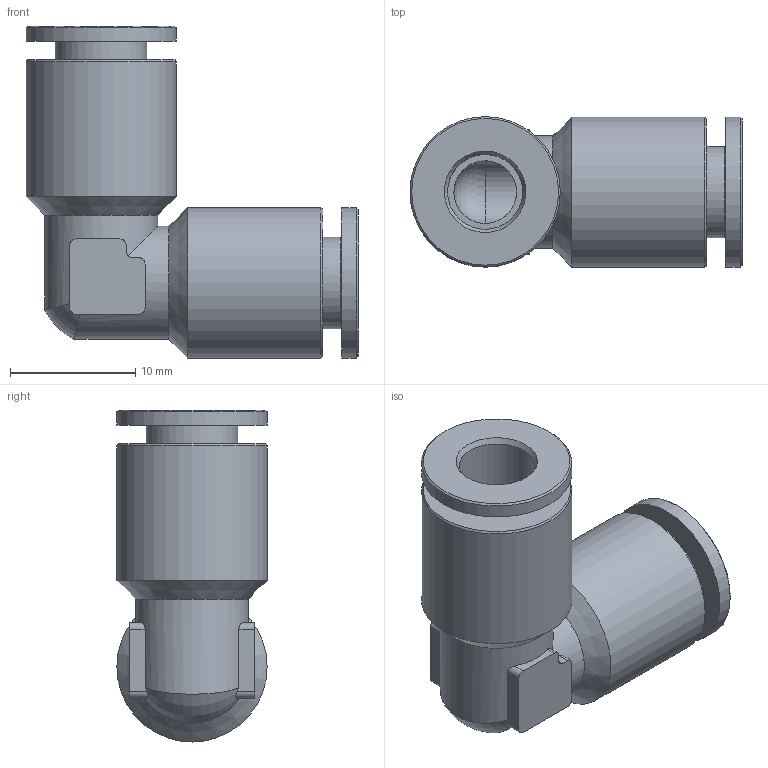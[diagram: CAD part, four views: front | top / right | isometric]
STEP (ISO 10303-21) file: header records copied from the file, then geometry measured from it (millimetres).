
FILE_DESCRIPTION(/* description */ ('STEP AP214'),/* implementation_level */ '2;1');
FILE_NAME(/* name */ '558777_NPQM-L-Q6-E-P10',/* time_stamp */ '2024-09-13T06:40:17+02:00',/* author */ ('License CC BY-ND 4.0'),/* organization */ ('CADENAS'),/* preprocessor_version */ 'ST-DEVELOPER v19.3',/* originating_system */ 'PARTsolutions',/* authorisation */ ' ');
FILE_SCHEMA (('AUTOMOTIVE_DESIGN {1 0 10303 214 3 1 1}'));
Length unit declared in the file: millimetre
Products named in the file (1): 558777 NPQM-L-Q6-E-P10
Bounding box: 26.5 x 12 x 26.5 mm (x, y, z)
Volume: 2772.2 mm3; surface area: 2648.7 mm2
Topology: 1 solids, 1 shells, 58 faces, 140 edges, 89 vertices
Faces by surface type: cylinder 24, plane 22, cone 10, torus 1, sphere 1
Full cylindrical faces by diameter (mm): 5 x2, 6 x2, 7.3 x2, 9 x2, 12 x4
Entity records: 1590 total; most frequent: CARTESIAN_POINT 323, DIRECTION 258, ORIENTED_EDGE 224, EDGE_CURVE 112, AXIS2_PLACEMENT_3D 107, EDGE_LOOP 88, FACE_BOUND 88, VERTEX_POINT 84
